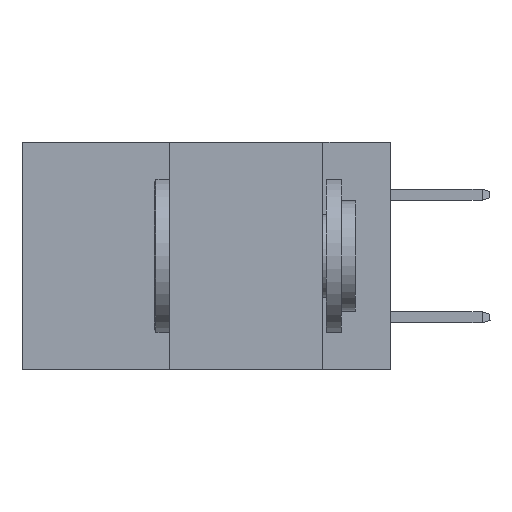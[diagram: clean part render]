
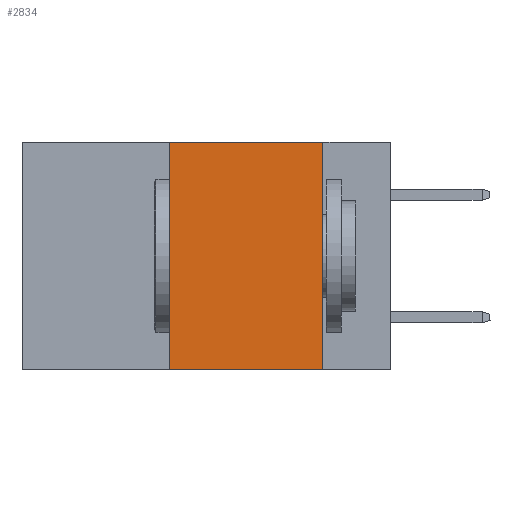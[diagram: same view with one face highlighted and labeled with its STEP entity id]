
A CAD part, left-side view. The second image highlights one B-rep face of the part: STEP entity #2834.
In plain terms, the highlighted planar face has unit normal (-1, 0, 0).
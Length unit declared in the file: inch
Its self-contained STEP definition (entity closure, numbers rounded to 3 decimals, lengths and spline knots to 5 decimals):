
#7 = VECTOR ( 'NONE', #19000, 39.37008 ) ;
#715 = CARTESIAN_POINT ( 'NONE',  ( 0., 0.6, -0.37 ) ) ;
#1716 = CARTESIAN_POINT ( 'NONE',  ( 0., 0.11, 0. ) ) ;
#2834 = ADVANCED_FACE ( 'NONE', ( #24084 ), #10703, .F. ) ;
#3479 = LINE ( 'NONE', #10047, #14753 ) ;
#3830 = DIRECTION ( 'NONE',  ( 0., 0., -1. ) ) ;
#5952 = DIRECTION ( 'NONE',  ( 0., 0., -1. ) ) ;
#6488 = DIRECTION ( 'NONE',  ( 1., 0., 0. ) ) ;
#7778 = LINE ( 'NONE', #715, #7 ) ;
#9074 = EDGE_CURVE ( 'NONE', #18144, #14862, #10158, .T. ) ;
#9957 = ORIENTED_EDGE ( 'NONE', *, *, #13914, .F. ) ;
#10047 = CARTESIAN_POINT ( 'NONE',  ( 0., 0.6, 0. ) ) ;
#10158 = LINE ( 'NONE', #18818, #11112 ) ;
#10315 = DIRECTION ( 'NONE',  ( 0., -1., 0. ) ) ;
#10703 = PLANE ( 'NONE',  #20615 ) ;
#11112 = VECTOR ( 'NONE', #15058, 39.37008 ) ;
#11246 = CARTESIAN_POINT ( 'NONE',  ( 0., 0.11, 0. ) ) ;
#13914 = EDGE_CURVE ( 'NONE', #26378, #21937, #16054, .T. ) ;
#13942 = EDGE_CURVE ( 'NONE', #14862, #26378, #3479, .T. ) ;
#14529 = ORIENTED_EDGE ( 'NONE', *, *, #22491, .T. ) ;
#14753 = VECTOR ( 'NONE', #10315, 39.37008 ) ;
#14862 = VERTEX_POINT ( 'NONE', #21190 ) ;
#15058 = DIRECTION ( 'NONE',  ( 0., 0., 1. ) ) ;
#16054 = LINE ( 'NONE', #1716, #20807 ) ;
#17137 = ORIENTED_EDGE ( 'NONE', *, *, #13942, .F. ) ;
#17191 = CARTESIAN_POINT ( 'NONE',  ( 0., 0.11, -0.37 ) ) ;
#18144 = VERTEX_POINT ( 'NONE', #21369 ) ;
#18818 = CARTESIAN_POINT ( 'NONE',  ( 0., 0.36, 0. ) ) ;
#19000 = DIRECTION ( 'NONE',  ( 0., -1., 0. ) ) ;
#20615 = AXIS2_PLACEMENT_3D ( 'NONE', #24388, #6488, #5952 ) ;
#20807 = VECTOR ( 'NONE', #3830, 39.37008 ) ;
#21190 = CARTESIAN_POINT ( 'NONE',  ( 0., 0.36, 0. ) ) ;
#21327 = EDGE_LOOP ( 'NONE', ( #9957, #17137, #22952, #14529 ) ) ;
#21369 = CARTESIAN_POINT ( 'NONE',  ( 0., 0.36, -0.37 ) ) ;
#21937 = VERTEX_POINT ( 'NONE', #17191 ) ;
#22491 = EDGE_CURVE ( 'NONE', #18144, #21937, #7778, .T. ) ;
#22952 = ORIENTED_EDGE ( 'NONE', *, *, #9074, .F. ) ;
#24084 = FACE_OUTER_BOUND ( 'NONE', #21327, .T. ) ;
#24388 = CARTESIAN_POINT ( 'NONE',  ( 0., 0.6, 0. ) ) ;
#26378 = VERTEX_POINT ( 'NONE', #11246 ) ;
